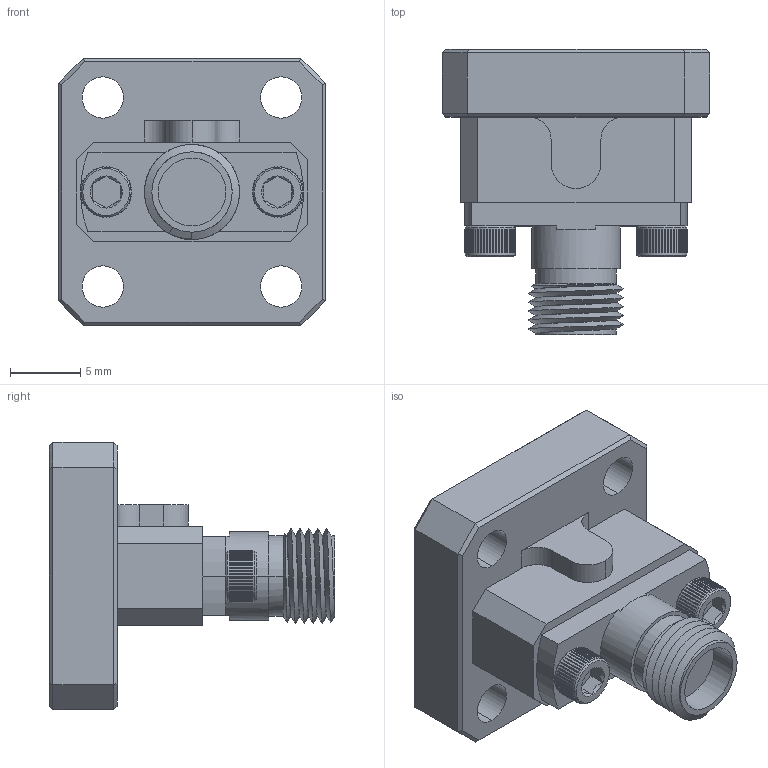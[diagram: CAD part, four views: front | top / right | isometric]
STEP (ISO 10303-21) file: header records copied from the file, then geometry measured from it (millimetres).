
FILE_DESCRIPTION (( 'STEP AP203' ), '1' );
FILE_NAME ('WC-AE-MC.STEP', '2022-08-18T22:13:43', ( '' ), ( '' ), 'SwSTEP 2.0', 'SolidWorks 2021', '' );
FILE_SCHEMA (( 'CONFIG_CONTROL_DESIGN' ));
Length unit declared in the file: inch
Products named in the file (1): WC-AE-MC
Bounding box: 19.05 x 20.32 x 19.05 mm (x, y, z)
Volume: 2678.1 mm3; surface area: 1839.8 mm2
Topology: 1 solids, 1 shells, 668 faces, 1619 edges, 1062 vertices
Faces by surface type: plane 470, cylinder 169, cone 26, bspline 3
Entity records: 21276 total; most frequent: CARTESIAN_POINT 5089, DIRECTION 3446, ORIENTED_EDGE 3238, EDGE_CURVE 1619, AXIS2_PLACEMENT_3D 1212, VERTEX_POINT 1062, VECTOR 1022, LINE 1022
